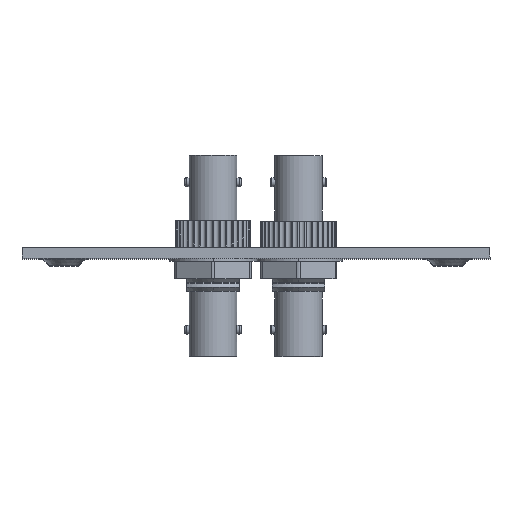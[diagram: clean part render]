
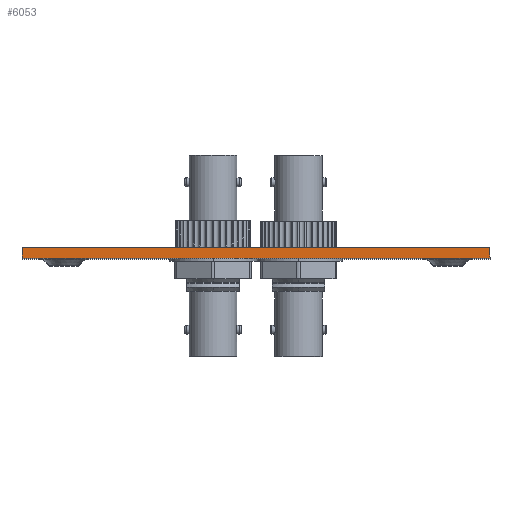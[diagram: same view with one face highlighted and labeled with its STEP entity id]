
A CAD part, top view. The second image highlights one B-rep face of the part: STEP entity #6053.
In plain terms, the highlighted planar face has unit normal (0, 0, 1).
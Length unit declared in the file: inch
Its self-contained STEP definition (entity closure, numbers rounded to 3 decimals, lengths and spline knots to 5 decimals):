
#370 = VERTEX_POINT ( 'NONE', #4743 ) ;
#411 = CARTESIAN_POINT ( 'NONE',  ( -1.34, 0.06, 1.615 ) ) ;
#626 = AXIS2_PLACEMENT_3D ( 'NONE', #2269, #5212, #11922 ) ;
#1251 = ORIENTED_EDGE ( 'NONE', *, *, #2571, .T. ) ;
#1265 = EDGE_LOOP ( 'NONE', ( #4961, #8896, #1251, #10150 ) ) ;
#1763 = CARTESIAN_POINT ( 'NONE',  ( 1.34, 0.06, 1.615 ) ) ;
#1912 = VERTEX_POINT ( 'NONE', #1763 ) ;
#2103 = EDGE_CURVE ( 'NONE', #370, #1912, #11735, .T. ) ;
#2269 = CARTESIAN_POINT ( 'NONE',  ( -1.34, 0.06, 1.615 ) ) ;
#2380 = DIRECTION ( 'NONE',  ( 0., -1., 0. ) ) ;
#2571 = EDGE_CURVE ( 'NONE', #9664, #6978, #5627, .T. ) ;
#2862 = DIRECTION ( 'NONE',  ( 0., 1., 0. ) ) ;
#4113 = LINE ( 'NONE', #6722, #9244 ) ;
#4370 = EDGE_CURVE ( 'NONE', #370, #9664, #10499, .T. ) ;
#4743 = CARTESIAN_POINT ( 'NONE',  ( -1.34, 0.06, 1.615 ) ) ;
#4961 = ORIENTED_EDGE ( 'NONE', *, *, #2103, .F. ) ;
#5160 = DIRECTION ( 'NONE',  ( 1., 0., 0. ) ) ;
#5212 = DIRECTION ( 'NONE',  ( 0., 0., -1. ) ) ;
#5408 = VECTOR ( 'NONE', #2380, 39.37008 ) ;
#5627 = LINE ( 'NONE', #10556, #5948 ) ;
#5948 = VECTOR ( 'NONE', #5160, 39.37008 ) ;
#6053 = ADVANCED_FACE ( 'NONE', ( #6536 ), #10957, .F. ) ;
#6470 = EDGE_CURVE ( 'NONE', #6978, #1912, #4113, .T. ) ;
#6536 = FACE_OUTER_BOUND ( 'NONE', #1265, .T. ) ;
#6624 = CARTESIAN_POINT ( 'NONE',  ( 1.34, 0., 1.615 ) ) ;
#6722 = CARTESIAN_POINT ( 'NONE',  ( 1.34, 0., 1.615 ) ) ;
#6978 = VERTEX_POINT ( 'NONE', #6624 ) ;
#8896 = ORIENTED_EDGE ( 'NONE', *, *, #4370, .T. ) ;
#9187 = VECTOR ( 'NONE', #11363, 39.37008 ) ;
#9244 = VECTOR ( 'NONE', #2862, 39.37008 ) ;
#9470 = CARTESIAN_POINT ( 'NONE',  ( -1.34, 0.06, 1.615 ) ) ;
#9664 = VERTEX_POINT ( 'NONE', #11332 ) ;
#10150 = ORIENTED_EDGE ( 'NONE', *, *, #6470, .T. ) ;
#10499 = LINE ( 'NONE', #411, #5408 ) ;
#10556 = CARTESIAN_POINT ( 'NONE',  ( -1.34, 0., 1.615 ) ) ;
#10957 = PLANE ( 'NONE',  #626 ) ;
#11332 = CARTESIAN_POINT ( 'NONE',  ( -1.34, 0., 1.615 ) ) ;
#11363 = DIRECTION ( 'NONE',  ( 1., 0., 0. ) ) ;
#11735 = LINE ( 'NONE', #9470, #9187 ) ;
#11922 = DIRECTION ( 'NONE',  ( -1., 0., 0. ) ) ;
